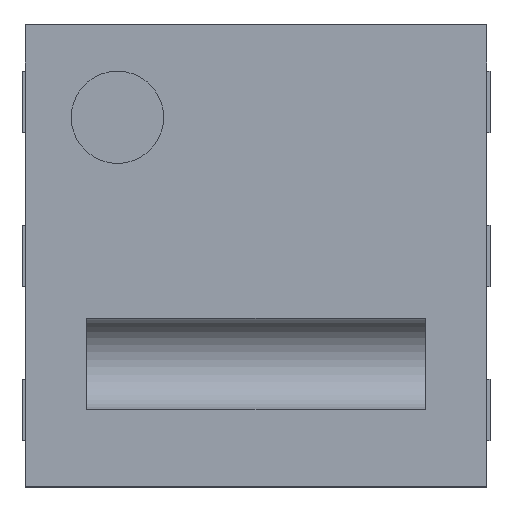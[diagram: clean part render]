
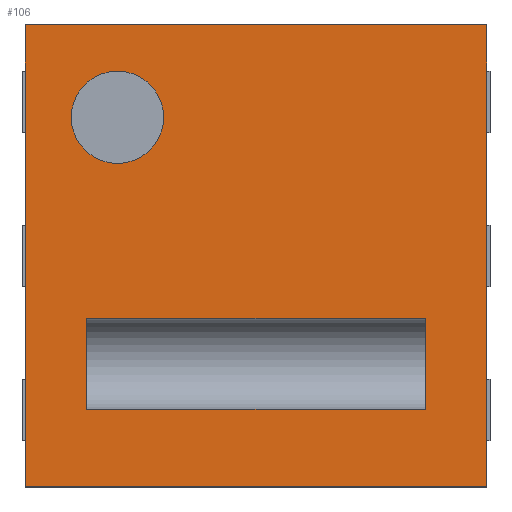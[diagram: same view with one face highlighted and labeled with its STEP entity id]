
A CAD part, top view. The second image highlights one B-rep face of the part: STEP entity #106.
In plain terms, the highlighted planar face has unit normal (0, 0, 1).
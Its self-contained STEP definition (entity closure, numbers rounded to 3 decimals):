
#13=DIRECTION('',(0.,0.,1.));
#14=DIRECTION('',(1.,0.,0.));
#65=VERTEX_POINT('',#66);
#66=CARTESIAN_POINT('',(-1.5,-1.5,1.12));
#74=VECTOR('',#75,1.);
#75=DIRECTION('',(0.,1.,0.));
#78=VERTEX_POINT('',#79);
#79=CARTESIAN_POINT('',(-1.5,1.5,1.12));
#81=ORIENTED_EDGE('',*,*,#82,.F.);
#82=EDGE_CURVE('',#65,#78,#83,.T.);
#83=LINE('',#66,#74);
#94=VECTOR('',#14,1.);
#96=ORIENTED_EDGE('',*,*,#97,.T.);
#97=EDGE_CURVE('',#65,#98,#100,.T.);
#98=VERTEX_POINT('',#99);
#99=CARTESIAN_POINT('',(1.5,-1.5,1.12));
#100=LINE('',#66,#94);
#106=ADVANCED_FACE('',(#107,#117,#145),#156,.T.);
#107=FACE_BOUND('',#108,.T.);
#108=EDGE_LOOP('',(#81,#96,#109,#114));
#109=ORIENTED_EDGE('',*,*,#110,.T.);
#110=EDGE_CURVE('',#98,#111,#113,.T.);
#111=VERTEX_POINT('',#112);
#112=CARTESIAN_POINT('',(1.5,1.5,1.12));
#113=LINE('',#99,#74);
#114=ORIENTED_EDGE('',*,*,#115,.F.);
#115=EDGE_CURVE('',#78,#111,#116,.T.);
#116=LINE('',#79,#94);
#117=FACE_BOUND('',#118,.T.);
#118=EDGE_LOOP('',(#119,#129,#136,#142));
#119=ORIENTED_EDGE('',*,*,#120,.T.);
#120=EDGE_CURVE('',#121,#123,#125,.T.);
#121=VERTEX_POINT('',#122);
#122=CARTESIAN_POINT('',(1.1,-0.404,1.12));
#123=VERTEX_POINT('',#124);
#124=CARTESIAN_POINT('',(1.1,-0.996,1.12));
#125=LINE('',#126,#127);
#126=CARTESIAN_POINT('',(1.1,-1.1,1.12));
#127=VECTOR('',#128,1.);
#128=DIRECTION('',(0.,-1.,0.));
#129=ORIENTED_EDGE('',*,*,#130,.T.);
#130=EDGE_CURVE('',#123,#131,#133,.T.);
#131=VERTEX_POINT('',#132);
#132=CARTESIAN_POINT('',(-1.1,-0.996,1.12));
#133=LINE('',#124,#134);
#134=VECTOR('',#135,1.);
#135=DIRECTION('',(-1.,0.,0.));
#136=ORIENTED_EDGE('',*,*,#137,.F.);
#137=EDGE_CURVE('',#138,#131,#140,.T.);
#138=VERTEX_POINT('',#139);
#139=CARTESIAN_POINT('',(-1.1,-0.404,1.12));
#140=LINE('',#141,#127);
#141=CARTESIAN_POINT('',(-1.1,-1.1,1.12));
#142=ORIENTED_EDGE('',*,*,#143,.F.);
#143=EDGE_CURVE('',#121,#138,#144,.T.);
#144=LINE('',#122,#134);
#145=FACE_BOUND('',#146,.T.);
#146=EDGE_LOOP('',(#147));
#147=ORIENTED_EDGE('',*,*,#148,.T.);
#148=EDGE_CURVE('',#149,#149,#151,.T.);
#149=VERTEX_POINT('',#150);
#150=CARTESIAN_POINT('',(-1.2,0.9,1.12));
#151=CIRCLE('',#152,0.3);
#152=AXIS2_PLACEMENT_3D('',#153,#154,#155);
#153=CARTESIAN_POINT('',(-0.9,0.9,1.12));
#154=DIRECTION('',(0.,0.,-1.));
#155=DIRECTION('',(-1.,0.,0.));
#156=PLANE('',#157);
#157=AXIS2_PLACEMENT_3D('',#66,#13,#14);
